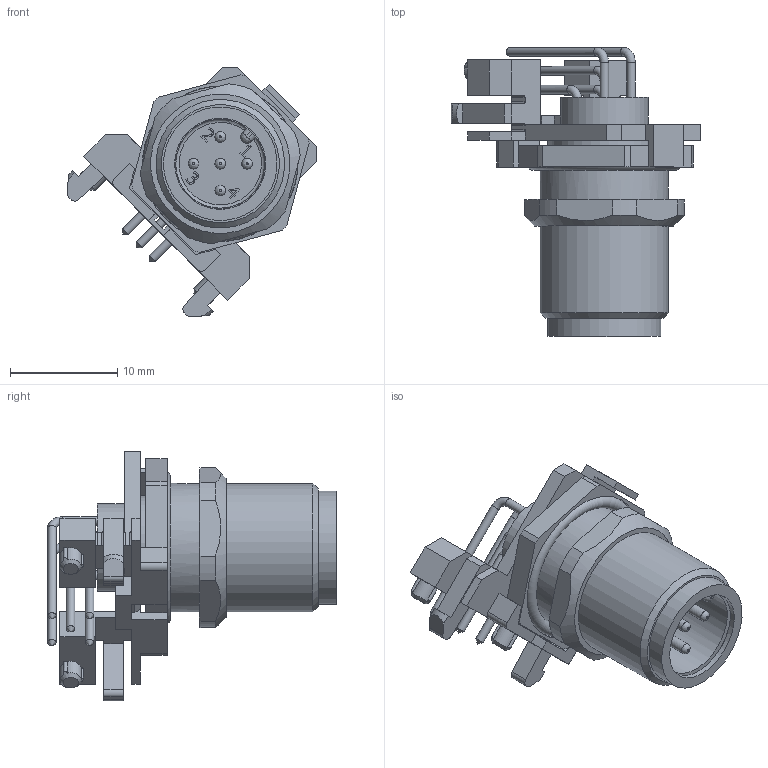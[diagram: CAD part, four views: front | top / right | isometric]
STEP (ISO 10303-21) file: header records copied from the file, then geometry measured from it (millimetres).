
FILE_DESCRIPTION(/* description */ (''),/* implementation_level */ '2;1');
FILE_NAME(/* name */ '43-01206_43K1A512.stp',/* time_stamp */ '2016-04-20T12:28:32+02:00',/* author */ ('rosariaboeckeler'),/* organization */ (''),/* preprocessor_version */ 'ST-DEVELOPER v15.6',/* originating_system */ 'Autodesk Inventor 2015',/* authorisation */ '');
FILE_SCHEMA (('AUTOMOTIVE_DESIGN { 1 0 10303 214 3 1 1 }'));
Length unit declared in the file: millimetre
Products named in the file (1): Bauteil2
Bounding box: 23.31 x 26.96 x 23.31 mm (x, y, z)
Volume: 2530.1 mm3; surface area: 3444.3 mm2
Topology: 1 solids, 3 shells, 287 faces, 780 edges, 516 vertices
Faces by surface type: plane 161, cylinder 65, bspline 37, cone 15, torus 9
Full cylindrical faces by diameter (mm): 0.8 x8, 1 x5, 8.2 x1, 8.3 x1, 8.5 x1, 9.7 x1, 10 x1, 10.6 x1, 12 x2, 13.085 x1
Entity records: 9495 total; most frequent: CARTESIAN_POINT 2401, ORIENTED_EDGE 1424, DIRECTION 1272, EDGE_CURVE 711, VERTEX_POINT 490, LINE 464, VECTOR 464, AXIS2_PLACEMENT_3D 404
